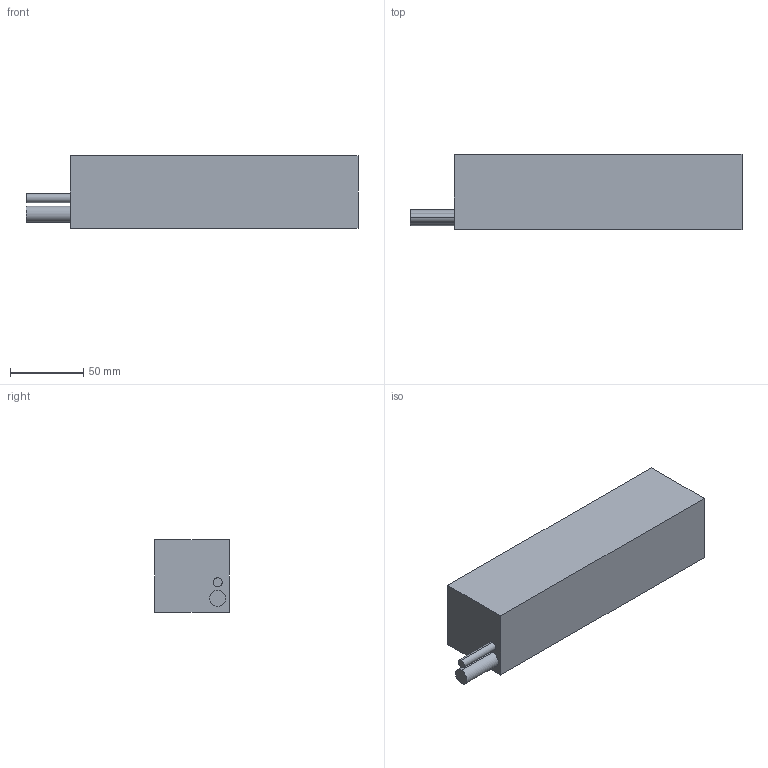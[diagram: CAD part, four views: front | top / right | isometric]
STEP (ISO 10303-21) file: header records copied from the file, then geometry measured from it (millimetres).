
FILE_DESCRIPTION (( 'STEP AP203' ), '1' );
FILE_NAME ('ZW8-H30-2.step', '2022-05-31T03:20:07', ( '' ), ( '' ), 'SwSTEP 2.0', 'SolidWorks 2020', '' );
FILE_SCHEMA (( 'CONFIG_CONTROL_DESIGN' ));
Length unit declared in the file: millimetre
Products named in the file (1): ZW8-H30-2
Bounding box: 226 x 51 x 49.3 mm (x, y, z)
Volume: 495517.7 mm3; surface area: 46847 mm2
Topology: 1 solids, 1 shells, 60 faces, 144 edges, 76 vertices
Faces by surface type: cylinder 28, cone 24, plane 8
Entity records: 1641 total; most frequent: DIRECTION 298, CARTESIAN_POINT 257, ORIENTED_EDGE 240, EDGE_CURVE 120, AXIS2_PLACEMENT_3D 117, VERTEX_POINT 76, EDGE_LOOP 74, LINE 64
